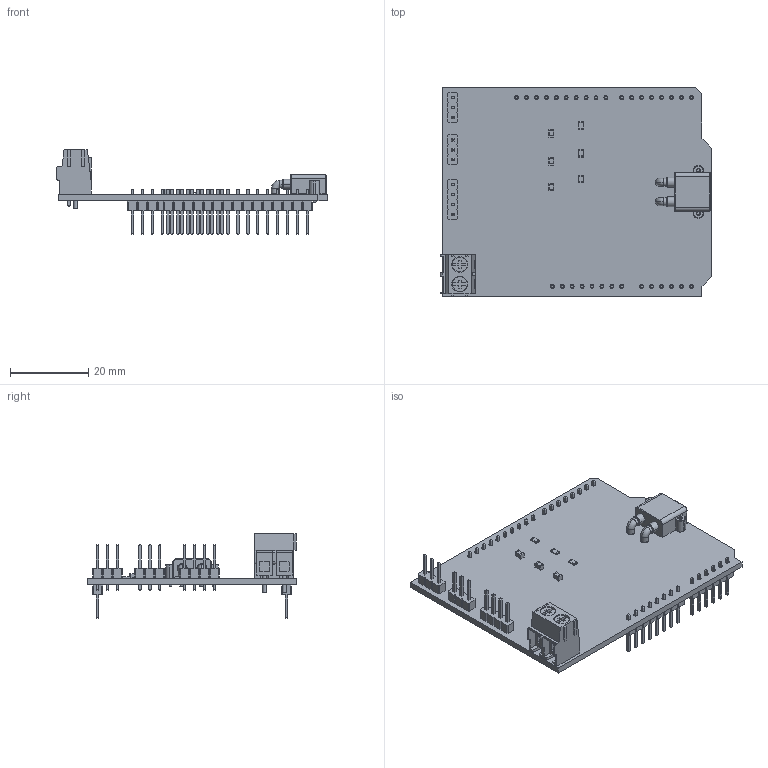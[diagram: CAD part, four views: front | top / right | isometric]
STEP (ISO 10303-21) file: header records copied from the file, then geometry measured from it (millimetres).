
FILE_DESCRIPTION(('KiCad electronic assembly'),'2;1');
FILE_NAME('tesla-seat-controller-shield.step','2025-01-10T17:15:16',( 'Pcbnew'),('Kicad'),'Open CASCADE STEP processor 7.7', 'KiCad to STEP converter','Unknown');
FILE_SCHEMA(('AUTOMOTIVE_DESIGN { 1 0 10303 214 1 1 1 1 }'));
Length unit declared in the file: millimetre
Products named in the file (20): tesla-seat-controller-shield 1; XT30PW-M--3DModel-STEP-269445; XT30PW-M; C_0805_2012Metric; PinHeader_1x04_P2.54mm_Vertical; PinHeader_1x04_P254mm_Vertical; PinHeader_1x03_P2.54mm_Vertical; PinHeader_1x03_P254mm_Vertical; TerminalBlock_Phoenix_PT-1,5-2-5.0-H_1x02_P5.00mm_Horizontal; TerminalBlock_Phoenix_PT_15_2_50_H_1x02_P500mm_Horizontal; R_0805_2012Metric; PinHeader_1x06_P2.54mm_Vertical; PinHeader_1x06_P254mm_Vertical; PinHeader_1x08_P2.54mm_Vertical; PinHeader_1x08_P254mm_Vertical; PinHeader_1x10_P2.54mm_Vertical; PinHeader_1x10_P254mm_Vertical; tesla-seat-controller-shield_PCB
Assembly tree (25 placements, depth 3):
  tesla-seat-controller-shield 1
    XT30PW-M--3DModel-STEP-269445
      XT30PW-M
    C_0805_2012Metric  x3
      C_0805_2012Metric
    PinHeader_1x04_P2.54mm_Vertical
      PinHeader_1x04_P254mm_Vertical
    PinHeader_1x03_P2.54mm_Vertical  x2
      PinHeader_1x03_P254mm_Vertical
    TerminalBlock_Phoenix_PT-1,5-2-5.0-H_1x02_P5.00mm_Horizontal
      TerminalBlock_Phoenix_PT_15_2_50_H_1x02_P500mm_Horizontal
    R_0805_2012Metric  x3
      R_0805_2012Metric
    PinHeader_1x06_P2.54mm_Vertical
      PinHeader_1x06_P254mm_Vertical
    PinHeader_1x08_P2.54mm_Vertical  x2
      PinHeader_1x08_P254mm_Vertical
    PinHeader_1x10_P2.54mm_Vertical
      PinHeader_1x10_P254mm_Vertical
    tesla-seat-controller-shield_PCB
Bounding box: 69.39 x 53.6 x 21.64 mm (x, y, z)
Volume: 7606.3 mm3; surface area: 11923.7 mm2
Topology: 22 solids, 22 shells, 1654 faces, 4039 edges, 2532 vertices
Faces by surface type: plane 1326, cylinder 248, bspline 50, cone 26, torus 4
Full cylindrical faces by diameter (mm): 1 x46, 1.52 x2, 1.9 x2, 2.2 x2, 3.8 x2, 4 x2
Entity records: 44844 total; most frequent: CARTESIAN_POINT 7785, ORIENTED_EDGE 6218, DIRECTION 6003, EDGE_CURVE 3109, LINE 2563, VECTOR 2563, VERTEX_POINT 1944, AXIS2_PLACEMENT_3D 1720
